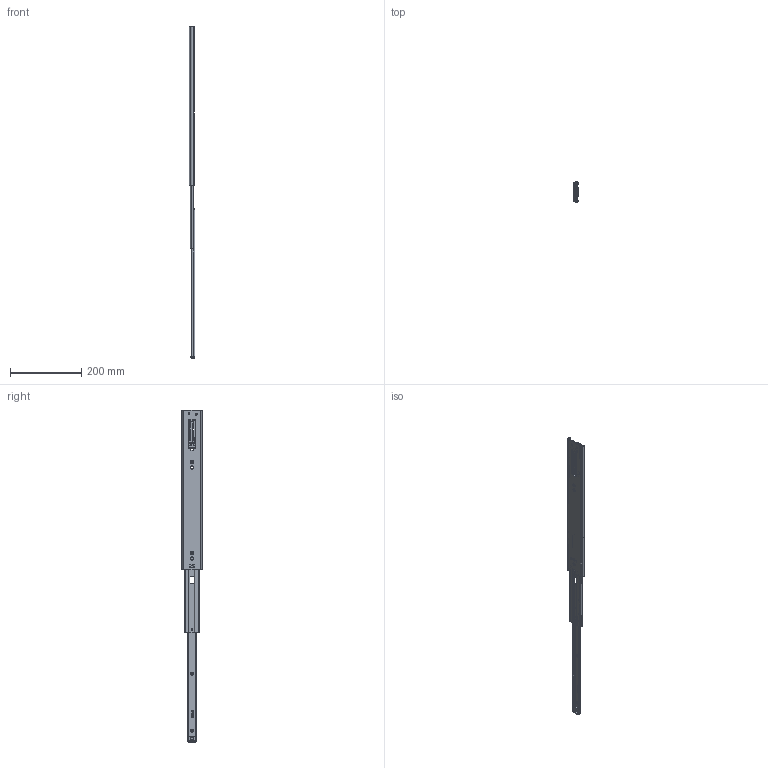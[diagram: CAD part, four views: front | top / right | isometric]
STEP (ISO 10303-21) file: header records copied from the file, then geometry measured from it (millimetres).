
FILE_DESCRIPTION(/* description */ ('Überauszug Serie 037 "SC" 450x484'),/* implementation_level */ '2;1');
FILE_NAME(/* name */ '07000065002.stp',/* time_stamp */ '2020-06-19T08:23:29+02:00',/* author */ ('Dennis Bruder'),/* organization */ (''),/* preprocessor_version */ 'ST-DEVELOPER v18',/* originating_system */ 'Autodesk Inventor 2020',/* authorisation */ '');
FILE_SCHEMA (('AUTOMOTIVE_DESIGN { 1 0 10303 214 3 1 1 }'));
Products named in the file (1): 07000065002
Bounding box: 16.75 x 57.39 x 934 mm (x, y, z)
Volume: 175586.3 mm3; surface area: 220755.7 mm2
Topology: 56 solids, 56 shells, 4521 faces, 12502 edges, 7995 vertices
Faces by surface type: plane 1936, cylinder 1380, bspline 453, torus 325, cone 296, sphere 131
Full cylindrical faces by diameter (mm): 1 x8, 1.5 x1, 4 x4, 4.2 x1, 4.5 x4, 4.6 x5, 4.7 x1, 5 x5, 5.5 x2, 5.8 x1, 5.9 x1, 6 x3, 6.1 x1, 6.4 x2, 7 x1, 7.8 x1, 8 x2, 8.1 x1, 8.2 x1, 8.5 x1, 10.1 x1, 10.4 x2, 10.8 x1, 11 x1, 13.5 x1, 14.5 x1
Entity records: 220196 total; most frequent: CARTESIAN_POINT 104449, ORIENTED_EDGE 24646, DIRECTION 21949, EDGE_CURVE 12323, VERTEX_POINT 7995, AXIS2_PLACEMENT_3D 7722, LINE 6505, VECTOR 6505
